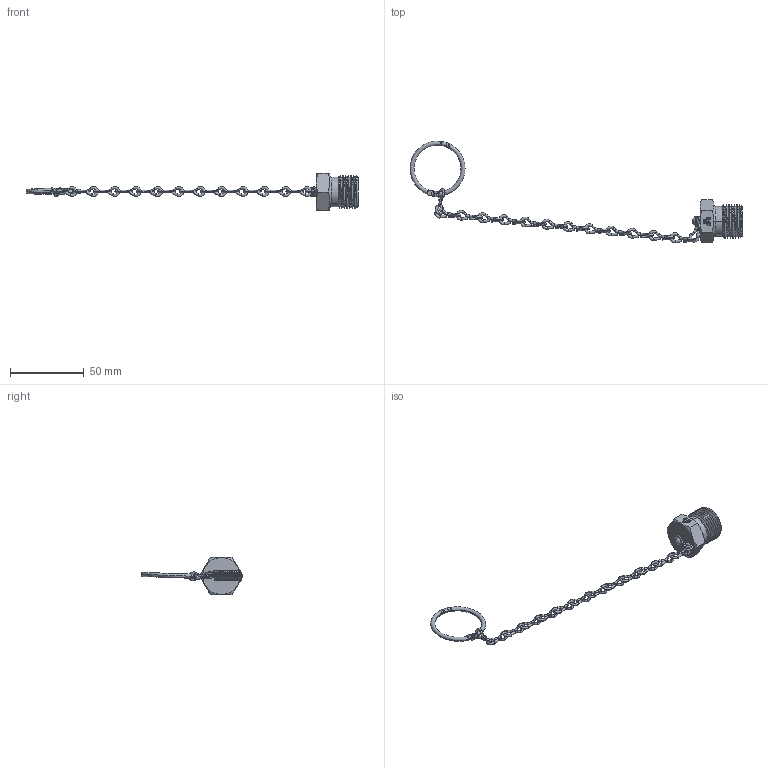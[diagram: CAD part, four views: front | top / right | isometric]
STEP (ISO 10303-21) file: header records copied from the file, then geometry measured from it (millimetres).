
FILE_DESCRIPTION (( 'STEP AP203' ), '1' );
FILE_NAME ('AD-540MSS-BL-R.STEP', '2025-10-27T12:04:34', ( '' ), ( '' ), 'SwSTEP 2.0', 'SolidWorks 2018', '' );
FILE_SCHEMA (( 'CONFIG_CONTROL_DESIGN' ));
Length unit declared in the file: inch
Products named in the file (8): PRT-002239_STAINLESS; PRT-002255_SMALL PIN; AD-540MSS-BL-R; PRT-002245_RING-1.187D HALF; ASY-000214_TWO LINKS BENT; PRT-003626; PRT-000059; ASY-000291
Assembly tree (21 placements, depth 3):
  AD-540MSS-BL-R
    PRT-000059
    ASY-000291
      PRT-002245_RING-1.187D HALF  x2
      PRT-002255_SMALL PIN
    PRT-003626
    ASY-000214_TWO LINKS BENT
      PRT-002239_STAINLESS  x14
Bounding box: 225.1 x 69.09 x 25.4 mm (x, y, z)
Volume: 12050.6 mm3; surface area: 8395.8 mm2
Topology: 19 solids, 19 shells, 539 faces, 1270 edges, 768 vertices
Faces by surface type: cylinder 197, bspline 113, torus 106, plane 92, sphere 18, cone 13
Entity records: 12111 total; most frequent: CARTESIAN_POINT 5897, ORIENTED_EDGE 1146, DIRECTION 882, EDGE_CURVE 573, VERTEX_POINT 365, AXIS2_PLACEMENT_3D 330, EDGE_LOOP 246, ADVANCED_FACE 231
